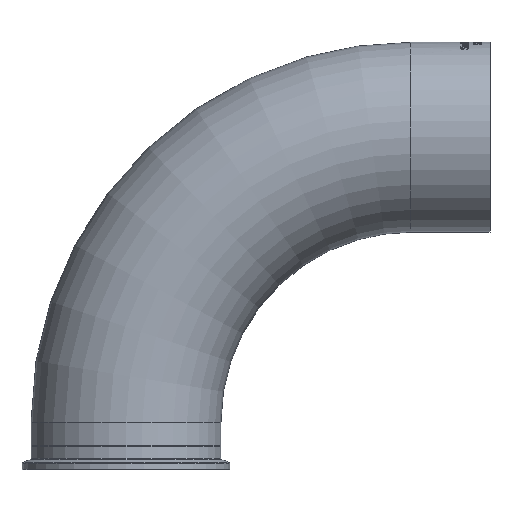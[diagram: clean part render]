
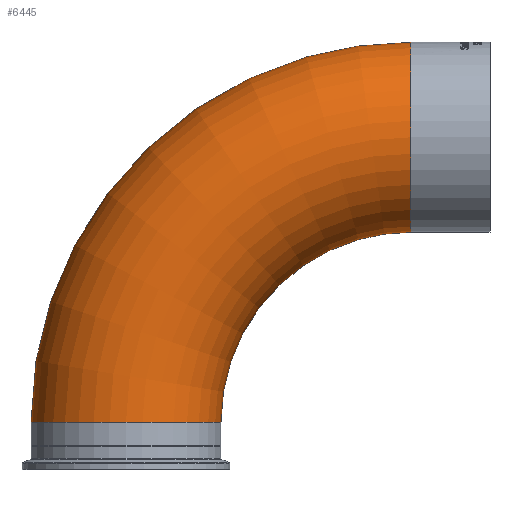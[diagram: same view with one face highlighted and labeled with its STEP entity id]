
A CAD part, left-side view. The second image highlights one B-rep face of the part: STEP entity #6445.
In plain terms, the highlighted toroidal (fillet/blend) face has major radius 228.6 mm and minor radius 76.2 mm.
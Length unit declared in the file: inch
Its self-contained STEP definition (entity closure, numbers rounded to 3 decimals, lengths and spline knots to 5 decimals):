
#26=TOROIDAL_SURFACE('',#6809,9.,3.);
#306=FACE_BOUND('',#1573,.T.);
#1155=FACE_OUTER_BOUND('',#1572,.T.);
#1572=EDGE_LOOP('',(#5988));
#1573=EDGE_LOOP('',(#5989));
#1691=CIRCLE('',#6752,3.);
#1713=CIRCLE('',#6802,3.);
#3133=VERTEX_POINT('',#14226);
#3155=VERTEX_POINT('',#14298);
#4077=EDGE_CURVE('',#3133,#3133,#1691,.T.);
#4099=EDGE_CURVE('',#3155,#3155,#1713,.T.);
#5988=ORIENTED_EDGE('',*,*,#4077,.T.);
#5989=ORIENTED_EDGE('',*,*,#4099,.F.);
#6445=ADVANCED_FACE('',(#1155,#306),#26,.T.);
#6752=AXIS2_PLACEMENT_3D('',#14227,#7820,#7821);
#6802=AXIS2_PLACEMENT_3D('',#14299,#7920,#7921);
#6809=AXIS2_PLACEMENT_3D('',#14308,#7934,#7935);
#7820=DIRECTION('center_axis',(0.,1.,0.));
#7821=DIRECTION('ref_axis',(0.,0.,
-1.));
#7920=DIRECTION('center_axis',(0.,0.,-1.));
#7921=DIRECTION('ref_axis',(0.,-1.,0.));
#7934=DIRECTION('center_axis',(1.,0.,0.));
#7935=DIRECTION('ref_axis',(0.,0.,-1.));
#14226=CARTESIAN_POINT('',(0.,-9.,12.));
#14227=CARTESIAN_POINT('Origin',(0.,-9.,9.));
#14298=CARTESIAN_POINT('',(0.,3.,0.));
#14299=CARTESIAN_POINT('Origin',(0.,0.,0.));
#14308=CARTESIAN_POINT('Origin',(0.,-9.,0.));
